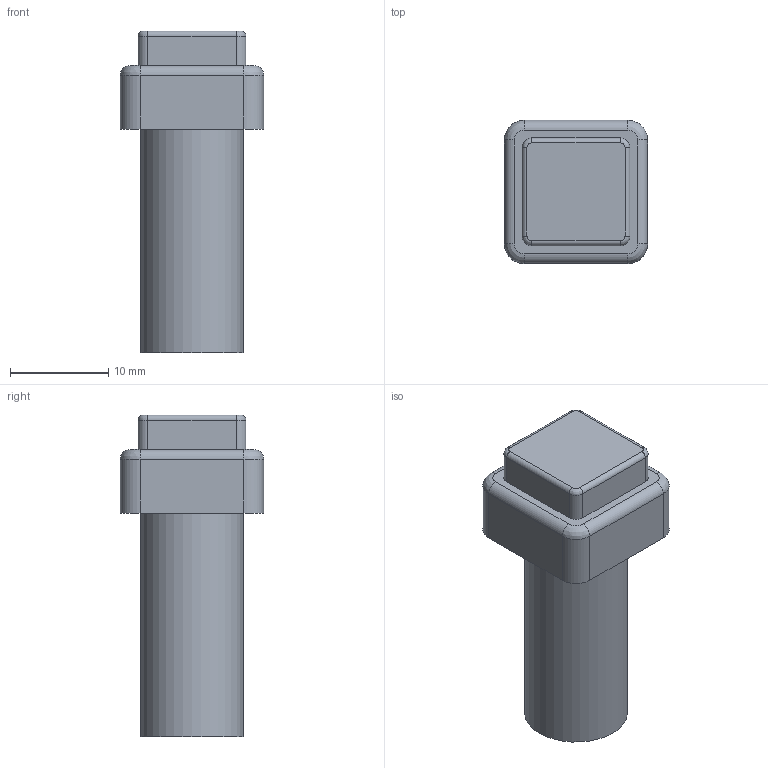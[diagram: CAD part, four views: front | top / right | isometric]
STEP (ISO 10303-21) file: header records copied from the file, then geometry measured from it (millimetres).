
FILE_DESCRIPTION(/* description */ (''),/* implementation_level */ '2;1');
FILE_NAME(/* name */ 'Button.step',/* time_stamp */ '2023-10-24T01:08:12+09:00',/* author */ (''),/* organization */ (''),/* preprocessor_version */ 'ST-DEVELOPER v20',/* originating_system */ 'Autodesk Translation Framework v12.14.0.127',/* authorisation */ '');
FILE_SCHEMA (('AUTOMOTIVE_DESIGN { 1 0 10303 214 3 1 1 }'));
Length unit declared in the file: millimetre
Products named in the file (1): Button_Square
Bounding box: 14.6 x 14.6 x 32.8 mm (x, y, z)
Volume: 3744.2 mm3; surface area: 1883.9 mm2
Topology: 2 solids, 2 shells, 38 faces, 83 edges, 50 vertices
Faces by surface type: cylinder 17, plane 13, bspline 8
Full cylindrical faces by diameter (mm): 10.5 x1
Entity records: 1119 total; most frequent: CARTESIAN_POINT 236, DIRECTION 187, ORIENTED_EDGE 166, EDGE_CURVE 83, AXIS2_PLACEMENT_3D 73, VERTEX_POINT 50, CIRCLE 42, LINE 41
